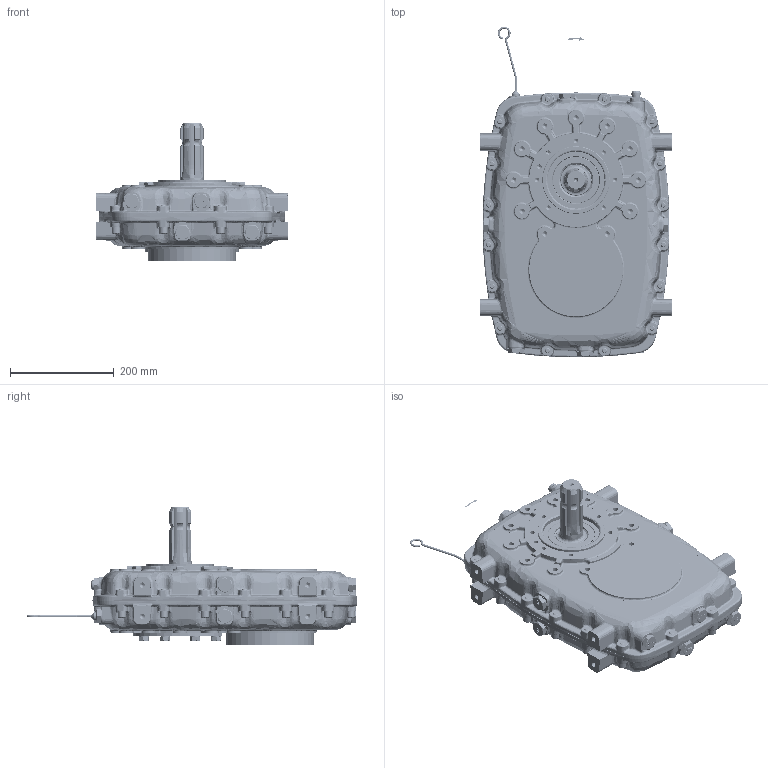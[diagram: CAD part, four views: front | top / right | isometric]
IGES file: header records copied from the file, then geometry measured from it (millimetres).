
Start section: SolidWorks IGES file using analytic representation for surfaces
Global section: file name: 1029011Q.IGS; native system: SolidWorks 2015; preprocessor: SolidWorks 2015; author: rossop; date: 181217.100445; units: millimetre
Bounding box: 370 x 636.78 x 265 mm (x, y, z)
Surface area: 1603755.1 mm2 (no closed solid volume)
Topology: 0 solids, 0 shells, 6599 faces, 85290 edges, 84994 vertices
Faces by surface type: bspline 4424, revolution 2175
